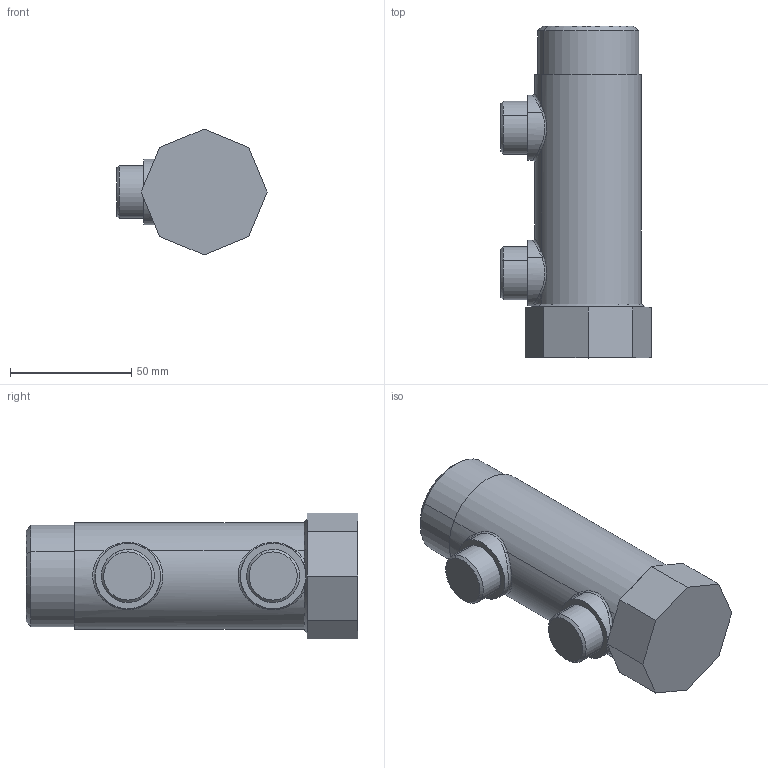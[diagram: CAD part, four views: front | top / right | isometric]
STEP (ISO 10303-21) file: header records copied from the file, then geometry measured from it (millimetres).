
FILE_DESCRIPTION(('CATIA V5 STEP Exchange'),'2;1');
FILE_NAME('STEP_592726_-_TST.stp','2018-02-06T16:21:21+00:00',('none'),('none'),'CATIA Version 5-6 Release 2016 SP4','CATIA V5 STEP AP203','none');
FILE_SCHEMA(('CONFIG_CONTROL_DESIGN'));
Length unit declared in the file: millimetre
Products named in the file (1): 592726 - TST
Bounding box: 61.98 x 137 x 51.95 mm (x, y, z)
Volume: 226330.4 mm3; surface area: 24991.3 mm2
Topology: 1 solids, 1 shells, 53 faces, 120 edges, 72 vertices
Faces by surface type: plane 23, cylinder 13, bspline 9, cone 8
Entity records: 2267 total; most frequent: CARTESIAN_POINT 1204, ORIENTED_EDGE 240, DIRECTION 145, EDGE_CURVE 120, VERTEX_POINT 72, AXIS2_PLACEMENT_3D 65, EDGE_LOOP 56, VECTOR 54
